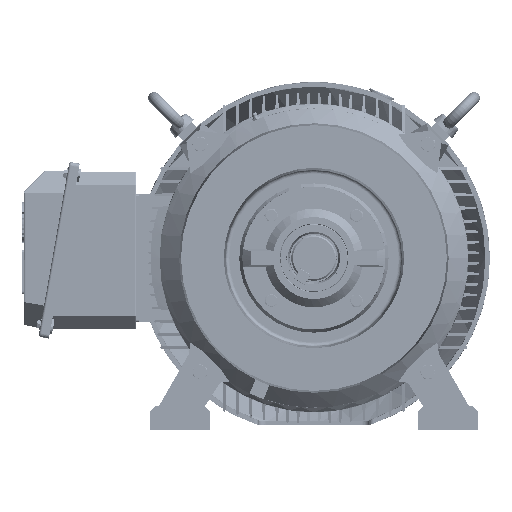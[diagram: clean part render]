
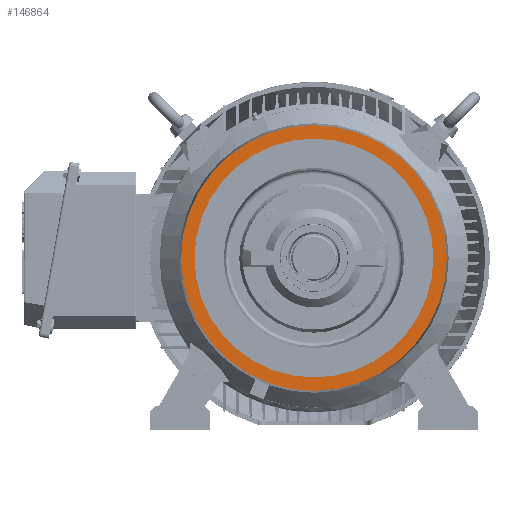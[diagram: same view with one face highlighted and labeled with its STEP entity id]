
A CAD part, left-side view. The second image highlights one B-rep face of the part: STEP entity #146864.
In plain terms, the highlighted face is planar.
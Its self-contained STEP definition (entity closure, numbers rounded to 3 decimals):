
#32510 = DIRECTION ( 'NONE',  ( 1., 0., 0. ) ) ;
#32512 = DIRECTION ( 'NONE',  ( 0., 0., 1. ) ) ;
#32513 = CARTESIAN_POINT ( 'NONE',  ( 0., 0., 31.5 ) ) ;
#32515 = AXIS2_PLACEMENT_3D ( 'NONE', #32513, #32512, #32510 ) ;
#32523 = CIRCLE ( 'NONE', #32515, 176.631 ) ;
#52696 = PLANE ( 'NONE',  #52821 ) ;
#52700 = FACE_OUTER_BOUND ( 'NONE', #131968, .T. ) ;
#52701 = FACE_BOUND ( 'NONE', #146882, .T. ) ;
#52815 = DIRECTION ( 'NONE',  ( -1., 0., 0. ) ) ;
#52817 = DIRECTION ( 'NONE',  ( 0., 0., -1. ) ) ;
#52819 = CARTESIAN_POINT ( 'NONE',  ( 0., 158.75, 31.5 ) ) ;
#52821 = AXIS2_PLACEMENT_3D ( 'NONE', #52819, #52817, #52815 ) ;
#69289 = ORIENTED_EDGE ( 'NONE', *, *, #86563, .T. ) ;
#77438 = DIRECTION ( 'NONE',  ( 1., 0., 0. ) ) ;
#77440 = DIRECTION ( 'NONE',  ( 0., 0., 1. ) ) ;
#77442 = CARTESIAN_POINT ( 'NONE',  ( 0., 0., 31.5 ) ) ;
#77444 = AXIS2_PLACEMENT_3D ( 'NONE', #77442, #77440, #77438 ) ;
#77446 = CIRCLE ( 'NONE', #77444, 158.75 ) ;
#86545 = VERTEX_POINT ( 'NONE', #94624 ) ;
#86563 = EDGE_CURVE ( 'NONE', #86565, #86566, #94653, .T. ) ;
#86565 = VERTEX_POINT ( 'NONE', #94644 ) ;
#86566 = VERTEX_POINT ( 'NONE', #94643 ) ;
#86576 = VERTEX_POINT ( 'NONE', #94636 ) ;
#86658 = EDGE_CURVE ( 'NONE', #86545, #86576, #94793, .T. ) ;
#94624 = CARTESIAN_POINT ( 'NONE',  ( 158.75, 0., 31.5 ) ) ;
#94636 = CARTESIAN_POINT ( 'NONE',  ( -158.75, 0., 31.5 ) ) ;
#94643 = CARTESIAN_POINT ( 'NONE',  ( -176.631, 0., 31.5 ) ) ;
#94644 = CARTESIAN_POINT ( 'NONE',  ( 176.631, 0., 31.5 ) ) ;
#94645 = DIRECTION ( 'NONE',  ( 1., 0., 0. ) ) ;
#94646 = DIRECTION ( 'NONE',  ( 0., 0., 1. ) ) ;
#94647 = CARTESIAN_POINT ( 'NONE',  ( 0., 0., 31.5 ) ) ;
#94648 = AXIS2_PLACEMENT_3D ( 'NONE', #94647, #94646, #94645 ) ;
#94653 = CIRCLE ( 'NONE', #94648, 176.631 ) ;
#94789 = DIRECTION ( 'NONE',  ( 1., 0., 0. ) ) ;
#94790 = DIRECTION ( 'NONE',  ( 0., 0., 1. ) ) ;
#94791 = CARTESIAN_POINT ( 'NONE',  ( 0., 0., 31.5 ) ) ;
#94792 = AXIS2_PLACEMENT_3D ( 'NONE', #94791, #94790, #94789 ) ;
#94793 = CIRCLE ( 'NONE', #94792, 158.75 ) ;
#117540 = EDGE_CURVE ( 'NONE', #86566, #86565, #32523, .T. ) ;
#130149 = ORIENTED_EDGE ( 'NONE', *, *, #117540, .T. ) ;
#131968 = EDGE_LOOP ( 'NONE', ( #130149, #69289 ) ) ;
#136527 = ORIENTED_EDGE ( 'NONE', *, *, #86658, .F. ) ;
#136529 = ORIENTED_EDGE ( 'NONE', *, *, #160278, .F. ) ;
#146864 = ADVANCED_FACE ( 'NONE', ( #52701, #52700 ), #52696, .F. ) ;
#146882 = EDGE_LOOP ( 'NONE', ( #136527, #136529 ) ) ;
#160278 = EDGE_CURVE ( 'NONE', #86576, #86545, #77446, .T. ) ;
